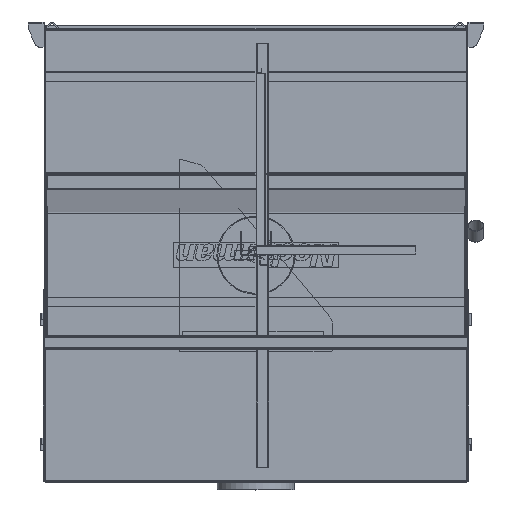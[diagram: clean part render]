
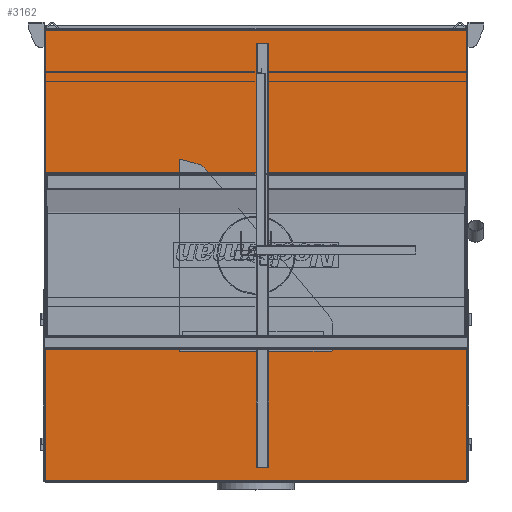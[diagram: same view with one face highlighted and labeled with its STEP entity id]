
A CAD part, top view. The second image highlights one B-rep face of the part: STEP entity #3162.
In plain terms, the highlighted planar face has unit normal (0, 0, 1).
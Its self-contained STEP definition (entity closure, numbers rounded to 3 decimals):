
#3162 = ADVANCED_FACE( '', ( #7372 ), #7373, .F. );
#7372 = FACE_OUTER_BOUND( '', #13018, .T. );
#7373 = PLANE( '', #13019 );
#13018 = EDGE_LOOP( '', ( #22256, #22257, #22258, #22259 ) );
#13019 = AXIS2_PLACEMENT_3D( '', #22260, #22261, #22262 );
#22256 = ORIENTED_EDGE( '', *, *, #32648, .T. );
#22257 = ORIENTED_EDGE( '', *, *, #35471, .T. );
#22258 = ORIENTED_EDGE( '', *, *, #35472, .T. );
#22259 = ORIENTED_EDGE( '', *, *, #35375, .T. );
#22260 = CARTESIAN_POINT( '', ( 0., 0., 0. ) );
#22261 = DIRECTION( '', ( 0., 0., -1. ) );
#22262 = DIRECTION( '', ( -1., 0., 0. ) );
#32648 = EDGE_CURVE( '', #38913, #38911, #38914, .T. );
#35375 = EDGE_CURVE( '', #40702, #38913, #43464, .T. );
#35471 = EDGE_CURVE( '', #38911, #43611, #43612, .T. );
#35472 = EDGE_CURVE( '', #43611, #40702, #43613, .T. );
#38911 = VERTEX_POINT( '', #48128 );
#38913 = VERTEX_POINT( '', #48130 );
#38914 = LINE( '', #48131, #48132 );
#40702 = VERTEX_POINT( '', #50748 );
#43464 = LINE( '', #54985, #54986 );
#43611 = VERTEX_POINT( '', #55199 );
#43612 = LINE( '', #55200, #55201 );
#43613 = LINE( '', #55202, #55203 );
#48128 = CARTESIAN_POINT( '', ( 672.1, 719.6, 0. ) );
#48130 = CARTESIAN_POINT( '', ( 672.1, -719.6, 0. ) );
#48131 = CARTESIAN_POINT( '', ( 672.1, -725., 0. ) );
#48132 = VECTOR( '', #61459, 1000. );
#50748 = CARTESIAN_POINT( '', ( -672.1, -719.6, 0. ) );
#54985 = CARTESIAN_POINT( '', ( 672.1, -719.6, 0. ) );
#54986 = VECTOR( '', #63756, 1000. );
#55199 = CARTESIAN_POINT( '', ( -672.1, 719.6, 0. ) );
#55200 = CARTESIAN_POINT( '', ( -672.1, 719.6, 0. ) );
#55201 = VECTOR( '', #63836, 1000. );
#55202 = CARTESIAN_POINT( '', ( -672.1, 725., 0. ) );
#55203 = VECTOR( '', #63837, 1000. );
#61459 = DIRECTION( '', ( 0., 1., 0. ) );
#63756 = DIRECTION( '', ( 1., 0., 0. ) );
#63836 = DIRECTION( '', ( -1., 0., 0. ) );
#63837 = DIRECTION( '', ( 0., -1., 0. ) );
